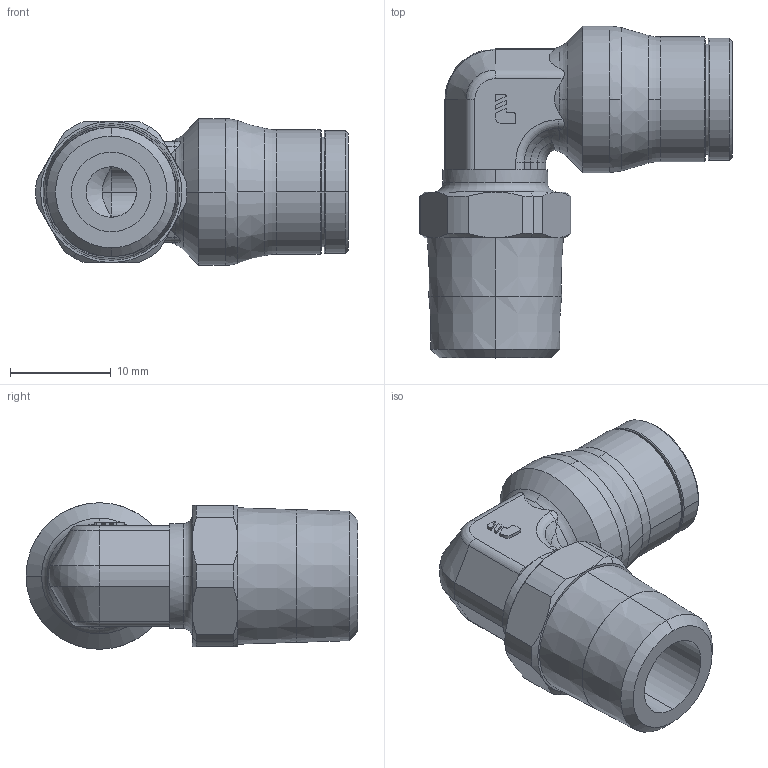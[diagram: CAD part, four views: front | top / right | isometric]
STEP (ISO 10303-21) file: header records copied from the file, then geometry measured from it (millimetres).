
FILE_DESCRIPTION(('STEP AP214'),'1');
FILE_NAME('3609_08_13.stp','2016-07-07T14:13:45',('TraceParts'),('TraceParts S.A.'),'Spatial InterOp 3D',' ',' ');
FILE_SCHEMA(('automotive_design'));
Length unit declared in the file: millimetre
Products named in the file (1): 1
Bounding box: 30.99 x 32.9 x 14.53 mm (x, y, z)
Volume: 4101.7 mm3; surface area: 3302 mm2
Topology: 1 solids, 1 shells, 159 faces, 390 edges, 243 vertices
Faces by surface type: plane 52, cylinder 45, cone 43, torus 18, sphere 1
Entity records: 4897 total; most frequent: CARTESIAN_POINT 1104, DIRECTION 848, ORIENTED_EDGE 778, EDGE_CURVE 389, AXIS2_PLACEMENT_3D 351, VERTEX_POINT 243, CIRCLE 189, EDGE_LOOP 172
